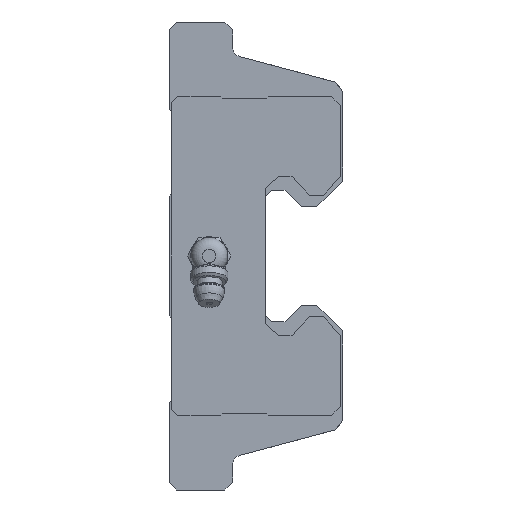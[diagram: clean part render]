
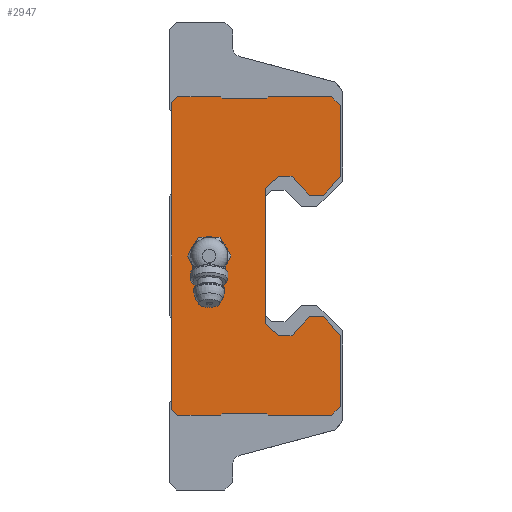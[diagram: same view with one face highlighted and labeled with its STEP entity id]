
A CAD part, left-side view. The second image highlights one B-rep face of the part: STEP entity #2947.
In plain terms, the highlighted planar face has unit normal (-1, 0, 0).
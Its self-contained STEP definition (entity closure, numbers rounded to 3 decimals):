
#730=ORIENTED_EDGE('',*,*,#1235,.F.);
#731=ORIENTED_EDGE('',*,*,#1289,.F.);
#732=ORIENTED_EDGE('',*,*,#1287,.F.);
#733=ORIENTED_EDGE('',*,*,#1285,.F.);
#734=ORIENTED_EDGE('',*,*,#1283,.F.);
#735=ORIENTED_EDGE('',*,*,#1281,.F.);
#736=ORIENTED_EDGE('',*,*,#1279,.F.);
#737=ORIENTED_EDGE('',*,*,#1277,.F.);
#738=ORIENTED_EDGE('',*,*,#1275,.F.);
#739=ORIENTED_EDGE('',*,*,#1273,.F.);
#740=ORIENTED_EDGE('',*,*,#1271,.F.);
#741=ORIENTED_EDGE('',*,*,#1269,.F.);
#742=ORIENTED_EDGE('',*,*,#1267,.F.);
#743=ORIENTED_EDGE('',*,*,#1265,.F.);
#744=ORIENTED_EDGE('',*,*,#1263,.F.);
#745=ORIENTED_EDGE('',*,*,#1261,.F.);
#746=ORIENTED_EDGE('',*,*,#1259,.F.);
#747=ORIENTED_EDGE('',*,*,#1257,.F.);
#748=ORIENTED_EDGE('',*,*,#1255,.F.);
#749=ORIENTED_EDGE('',*,*,#1253,.F.);
#750=ORIENTED_EDGE('',*,*,#1251,.F.);
#751=ORIENTED_EDGE('',*,*,#1249,.F.);
#752=ORIENTED_EDGE('',*,*,#1247,.F.);
#753=ORIENTED_EDGE('',*,*,#1245,.F.);
#754=ORIENTED_EDGE('',*,*,#1243,.F.);
#755=ORIENTED_EDGE('',*,*,#1241,.F.);
#756=ORIENTED_EDGE('',*,*,#1239,.F.);
#757=ORIENTED_EDGE('',*,*,#1237,.F.);
#758=ORIENTED_EDGE('',*,*,#1290,.T.);
#759=ORIENTED_EDGE('',*,*,#1291,.T.);
#760=ORIENTED_EDGE('',*,*,#1292,.T.);
#761=ORIENTED_EDGE('',*,*,#1293,.T.);
#762=ORIENTED_EDGE('',*,*,#1294,.T.);
#763=ORIENTED_EDGE('',*,*,#1295,.T.);
#1235=EDGE_CURVE('',#1570,#1571,#1902,.T.);
#1237=EDGE_CURVE('',#1571,#1572,#1904,.T.);
#1239=EDGE_CURVE('',#1572,#1573,#1906,.T.);
#1241=EDGE_CURVE('',#1573,#1574,#1908,.T.);
#1243=EDGE_CURVE('',#1574,#1575,#1910,.T.);
#1245=EDGE_CURVE('',#1575,#1576,#1912,.T.);
#1247=EDGE_CURVE('',#1576,#1577,#1914,.T.);
#1249=EDGE_CURVE('',#1577,#1578,#1916,.T.);
#1251=EDGE_CURVE('',#1578,#1579,#1918,.T.);
#1253=EDGE_CURVE('',#1579,#1580,#1920,.T.);
#1255=EDGE_CURVE('',#1580,#1581,#1922,.T.);
#1257=EDGE_CURVE('',#1581,#1582,#1924,.T.);
#1259=EDGE_CURVE('',#1582,#1583,#1926,.T.);
#1261=EDGE_CURVE('',#1583,#1584,#1928,.T.);
#1263=EDGE_CURVE('',#1584,#1585,#1930,.T.);
#1265=EDGE_CURVE('',#1585,#1586,#1932,.T.);
#1267=EDGE_CURVE('',#1586,#1587,#1934,.T.);
#1269=EDGE_CURVE('',#1587,#1588,#1936,.T.);
#1271=EDGE_CURVE('',#1588,#1589,#1938,.T.);
#1273=EDGE_CURVE('',#1589,#1590,#1940,.T.);
#1275=EDGE_CURVE('',#1590,#1591,#1942,.T.);
#1277=EDGE_CURVE('',#1591,#1592,#1944,.T.);
#1279=EDGE_CURVE('',#1592,#1593,#1946,.T.);
#1281=EDGE_CURVE('',#1593,#1594,#1948,.T.);
#1283=EDGE_CURVE('',#1594,#1595,#1950,.T.);
#1285=EDGE_CURVE('',#1595,#1596,#1952,.T.);
#1287=EDGE_CURVE('',#1596,#1597,#1954,.T.);
#1289=EDGE_CURVE('',#1597,#1570,#1956,.T.);
#1290=EDGE_CURVE('',#1598,#1599,#1957,.T.);
#1291=EDGE_CURVE('',#1599,#1600,#1958,.T.);
#1292=EDGE_CURVE('',#1600,#1601,#1959,.T.);
#1293=EDGE_CURVE('',#1601,#1602,#1960,.T.);
#1294=EDGE_CURVE('',#1602,#1603,#1961,.T.);
#1295=EDGE_CURVE('',#1603,#1598,#1962,.T.);
#1570=VERTEX_POINT('',#4591);
#1571=VERTEX_POINT('',#4593);
#1572=VERTEX_POINT('',#4597);
#1573=VERTEX_POINT('',#4601);
#1574=VERTEX_POINT('',#4605);
#1575=VERTEX_POINT('',#4609);
#1576=VERTEX_POINT('',#4613);
#1577=VERTEX_POINT('',#4617);
#1578=VERTEX_POINT('',#4621);
#1579=VERTEX_POINT('',#4625);
#1580=VERTEX_POINT('',#4629);
#1581=VERTEX_POINT('',#4633);
#1582=VERTEX_POINT('',#4637);
#1583=VERTEX_POINT('',#4641);
#1584=VERTEX_POINT('',#4645);
#1585=VERTEX_POINT('',#4649);
#1586=VERTEX_POINT('',#4653);
#1587=VERTEX_POINT('',#4657);
#1588=VERTEX_POINT('',#4661);
#1589=VERTEX_POINT('',#4665);
#1590=VERTEX_POINT('',#4669);
#1591=VERTEX_POINT('',#4673);
#1592=VERTEX_POINT('',#4677);
#1593=VERTEX_POINT('',#4681);
#1594=VERTEX_POINT('',#4685);
#1595=VERTEX_POINT('',#4689);
#1596=VERTEX_POINT('',#4693);
#1597=VERTEX_POINT('',#4697);
#1598=VERTEX_POINT('',#4703);
#1599=VERTEX_POINT('',#4704);
#1600=VERTEX_POINT('',#4706);
#1601=VERTEX_POINT('',#4708);
#1602=VERTEX_POINT('',#4710);
#1603=VERTEX_POINT('',#4712);
#1902=LINE('',#4592,#2250);
#1904=LINE('',#4596,#2252);
#1906=LINE('',#4600,#2254);
#1908=LINE('',#4604,#2256);
#1910=LINE('',#4608,#2258);
#1912=LINE('',#4612,#2260);
#1914=LINE('',#4616,#2262);
#1916=LINE('',#4620,#2264);
#1918=LINE('',#4624,#2266);
#1920=LINE('',#4628,#2268);
#1922=LINE('',#4632,#2270);
#1924=LINE('',#4636,#2272);
#1926=LINE('',#4640,#2274);
#1928=LINE('',#4644,#2276);
#1930=LINE('',#4648,#2278);
#1932=LINE('',#4652,#2280);
#1934=LINE('',#4656,#2282);
#1936=LINE('',#4660,#2284);
#1938=LINE('',#4664,#2286);
#1940=LINE('',#4668,#2288);
#1942=LINE('',#4672,#2290);
#1944=LINE('',#4676,#2292);
#1946=LINE('',#4680,#2294);
#1948=LINE('',#4684,#2296);
#1950=LINE('',#4688,#2298);
#1952=LINE('',#4692,#2300);
#1954=LINE('',#4696,#2302);
#1956=LINE('',#4700,#2304);
#1957=LINE('',#4702,#2305);
#1958=LINE('',#4705,#2306);
#1959=LINE('',#4707,#2307);
#1960=LINE('',#4709,#2308);
#1961=LINE('',#4711,#2309);
#1962=LINE('',#4713,#2310);
#2250=VECTOR('',#3690,1000.);
#2252=VECTOR('',#3694,1000.);
#2254=VECTOR('',#3698,1000.);
#2256=VECTOR('',#3702,1000.);
#2258=VECTOR('',#3706,1000.);
#2260=VECTOR('',#3710,1000.);
#2262=VECTOR('',#3714,1000.);
#2264=VECTOR('',#3718,1000.);
#2266=VECTOR('',#3722,1000.);
#2268=VECTOR('',#3726,1000.);
#2270=VECTOR('',#3730,1000.);
#2272=VECTOR('',#3734,1000.);
#2274=VECTOR('',#3738,1000.);
#2276=VECTOR('',#3742,1000.);
#2278=VECTOR('',#3746,1000.);
#2280=VECTOR('',#3750,1000.);
#2282=VECTOR('',#3754,1000.);
#2284=VECTOR('',#3758,1000.);
#2286=VECTOR('',#3762,1000.);
#2288=VECTOR('',#3766,1000.);
#2290=VECTOR('',#3770,1000.);
#2292=VECTOR('',#3774,1000.);
#2294=VECTOR('',#3778,1000.);
#2296=VECTOR('',#3782,1000.);
#2298=VECTOR('',#3786,1000.);
#2300=VECTOR('',#3790,1000.);
#2302=VECTOR('',#3794,1000.);
#2304=VECTOR('',#3798,1000.);
#2305=VECTOR('',#3801,1000.);
#2306=VECTOR('',#3802,1000.);
#2307=VECTOR('',#3803,1000.);
#2308=VECTOR('',#3804,1000.);
#2309=VECTOR('',#3805,1000.);
#2310=VECTOR('',#3806,1000.);
#2456=EDGE_LOOP('',(#730,#731,#732,#733,#734,#735,#736,#737,#738,#739,#740,
#741,#742,#743,#744,#745,#746,#747,#748,#749,#750,#751,#752,#753,#754,#755,
#756,#757));
#2457=EDGE_LOOP('',(#758,#759,#760,#761,#762,#763));
#2639=FACE_BOUND('',#2456,.T.);
#2640=FACE_BOUND('',#2457,.T.);
#2809=PLANE('',#3143);
#2947=ADVANCED_FACE('',(#2639,#2640),#2809,.F.);
#3143=AXIS2_PLACEMENT_3D('',#4701,#3799,#3800);
#3690=DIRECTION('',(0.,-0.707,0.707));
#3694=DIRECTION('',(0.,-1.,0.));
#3698=DIRECTION('',(0.,-0.707,-0.707));
#3702=DIRECTION('',(0.,-1.,0.));
#3706=DIRECTION('',(0.,-0.707,0.707));
#3710=DIRECTION('',(0.,-1.,0.));
#3714=DIRECTION('',(0.,-0.707,-0.707));
#3718=DIRECTION('',(0.,0.,-1.));
#3722=DIRECTION('',(0.,0.659,-0.753));
#3726=DIRECTION('',(0.,1.,0.));
#3730=DIRECTION('',(0.,0.689,0.725));
#3734=DIRECTION('',(0.,1.,0.));
#3738=DIRECTION('',(0.,0.752,-0.659));
#3742=DIRECTION('',(0.,0.,-1.));
#3746=DIRECTION('',(0.,-0.752,-0.659));
#3750=DIRECTION('',(0.,-1.,0.));
#3754=DIRECTION('',(0.,-0.689,0.725));
#3758=DIRECTION('',(0.,-1.,0.));
#3762=DIRECTION('',(0.,-0.659,-0.753));
#3766=DIRECTION('',(0.,0.,-1.));
#3770=DIRECTION('',(0.,0.707,-0.707));
#3774=DIRECTION('',(0.,1.,0.));
#3778=DIRECTION('',(0.,0.707,0.707));
#3782=DIRECTION('',(0.,1.,0.));
#3786=DIRECTION('',(0.,0.707,-0.707));
#3790=DIRECTION('',(0.,1.,0.));
#3794=DIRECTION('',(0.,0.707,0.707));
#3798=DIRECTION('',(0.,0.,1.));
#3799=DIRECTION('',(1.,0.,0.));
#3800=DIRECTION('',(0.,0.,-1.));
#3801=DIRECTION('',(0.,1.,0.));
#3802=DIRECTION('',(0.,0.5,0.866));
#3803=DIRECTION('',(0.,-0.5,0.866));
#3804=DIRECTION('',(0.,-1.,0.));
#3805=DIRECTION('',(0.,-0.5,-0.866));
#3806=DIRECTION('',(0.,0.5,-0.866));
#4591=CARTESIAN_POINT('',(-36.75,-0.5,32.7));
#4592=CARTESIAN_POINT('',(-36.75,-0.5,32.7));
#4593=CARTESIAN_POINT('',(-36.75,-1.8,34.));
#4596=CARTESIAN_POINT('',(-36.75,-1.8,34.));
#4597=CARTESIAN_POINT('',(-36.75,-10.89,34.));
#4600=CARTESIAN_POINT('',(-36.75,-10.89,34.));
#4601=CARTESIAN_POINT('',(-36.75,-11.29,33.6));
#4604=CARTESIAN_POINT('',(-36.75,-11.29,33.6));
#4605=CARTESIAN_POINT('',(-36.75,-20.7,33.6));
#4608=CARTESIAN_POINT('',(-36.75,-20.7,33.6));
#4609=CARTESIAN_POINT('',(-36.75,-21.1,34.));
#4612=CARTESIAN_POINT('',(-36.75,-21.1,34.));
#4613=CARTESIAN_POINT('',(-36.75,-34.7,34.));
#4616=CARTESIAN_POINT('',(-36.75,-34.7,34.));
#4617=CARTESIAN_POINT('',(-36.75,-36.5,32.2));
#4620=CARTESIAN_POINT('',(-36.75,-36.5,32.2));
#4621=CARTESIAN_POINT('',(-36.75,-36.5,17.));
#4624=CARTESIAN_POINT('',(-36.75,-36.5,17.));
#4625=CARTESIAN_POINT('',(-36.75,-33.,13.));
#4628=CARTESIAN_POINT('',(-36.75,-33.,13.));
#4629=CARTESIAN_POINT('',(-36.75,-30.,13.));
#4632=CARTESIAN_POINT('',(-36.75,-30.,13.));
#4633=CARTESIAN_POINT('',(-36.75,-26.2,17.));
#4636=CARTESIAN_POINT('',(-36.75,-26.2,17.));
#4637=CARTESIAN_POINT('',(-36.75,-23.35,17.));
#4640=CARTESIAN_POINT('',(-36.75,-23.35,17.));
#4641=CARTESIAN_POINT('',(-36.75,-20.5,14.5));
#4644=CARTESIAN_POINT('',(-36.75,-20.5,14.5));
#4645=CARTESIAN_POINT('',(-36.75,-20.5,-14.5));
#4648=CARTESIAN_POINT('',(-36.75,-20.5,-14.5));
#4649=CARTESIAN_POINT('',(-36.75,-23.35,-17.));
#4652=CARTESIAN_POINT('',(-36.75,-23.35,-17.));
#4653=CARTESIAN_POINT('',(-36.75,-26.2,-17.));
#4656=CARTESIAN_POINT('',(-36.75,-26.2,-17.));
#4657=CARTESIAN_POINT('',(-36.75,-30.,-13.));
#4660=CARTESIAN_POINT('',(-36.75,-30.,-13.));
#4661=CARTESIAN_POINT('',(-36.75,-33.,-13.));
#4664=CARTESIAN_POINT('',(-36.75,-33.,-13.));
#4665=CARTESIAN_POINT('',(-36.75,-36.5,-17.));
#4668=CARTESIAN_POINT('',(-36.75,-36.5,-17.));
#4669=CARTESIAN_POINT('',(-36.75,-36.5,-32.2));
#4672=CARTESIAN_POINT('',(-36.75,-36.5,-32.2));
#4673=CARTESIAN_POINT('',(-36.75,-34.7,-34.));
#4676=CARTESIAN_POINT('',(-36.75,-34.7,-34.));
#4677=CARTESIAN_POINT('',(-36.75,-21.1,-34.));
#4680=CARTESIAN_POINT('',(-36.75,-21.1,-34.));
#4681=CARTESIAN_POINT('',(-36.75,-20.7,-33.6));
#4684=CARTESIAN_POINT('',(-36.75,-20.7,-33.6));
#4685=CARTESIAN_POINT('',(-36.75,-11.29,-33.6));
#4688=CARTESIAN_POINT('',(-36.75,-11.29,-33.6));
#4689=CARTESIAN_POINT('',(-36.75,-10.89,-34.));
#4692=CARTESIAN_POINT('',(-36.75,-10.89,-34.));
#4693=CARTESIAN_POINT('',(-36.75,-1.8,-34.));
#4696=CARTESIAN_POINT('',(-36.75,-1.8,-34.));
#4697=CARTESIAN_POINT('',(-36.75,-0.5,-32.7));
#4700=CARTESIAN_POINT('',(-36.75,-0.5,-32.7));
#4701=CARTESIAN_POINT('',(-36.75,0.,0.));
#4702=CARTESIAN_POINT('',(-36.75,-10.809,-4.));
#4703=CARTESIAN_POINT('',(-36.75,-10.809,-4.));
#4704=CARTESIAN_POINT('',(-36.75,-6.191,-4.));
#4705=CARTESIAN_POINT('',(-36.75,-6.191,-4.));
#4706=CARTESIAN_POINT('',(-36.75,-3.881,0.));
#4707=CARTESIAN_POINT('',(-36.75,-3.881,0.));
#4708=CARTESIAN_POINT('',(-36.75,-6.191,4.));
#4709=CARTESIAN_POINT('',(-36.75,-6.191,4.));
#4710=CARTESIAN_POINT('',(-36.75,-10.809,4.));
#4711=CARTESIAN_POINT('',(-36.75,-10.809,4.));
#4712=CARTESIAN_POINT('',(-36.75,-13.119,0.));
#4713=CARTESIAN_POINT('',(-36.75,-13.119,0.));
